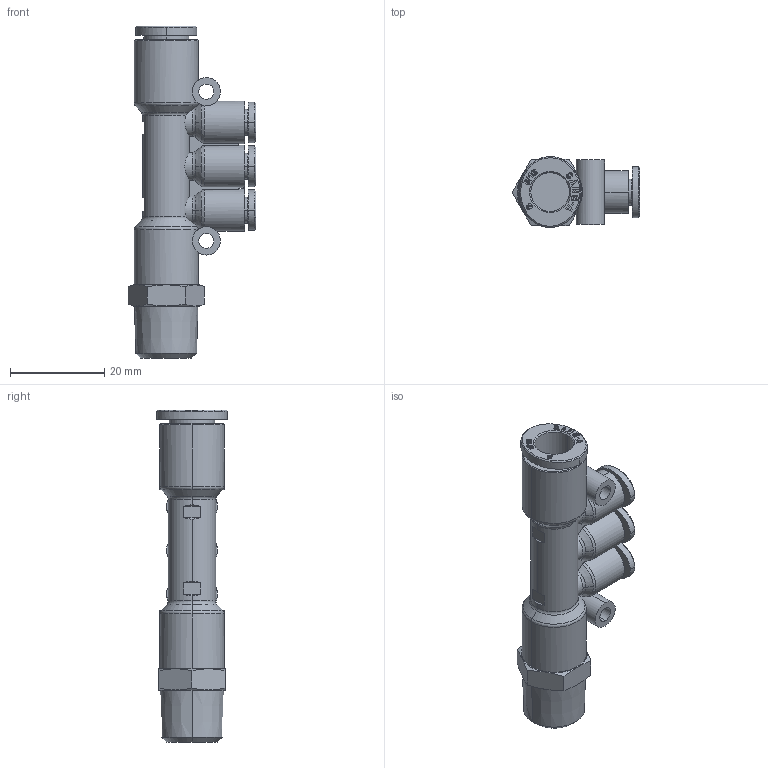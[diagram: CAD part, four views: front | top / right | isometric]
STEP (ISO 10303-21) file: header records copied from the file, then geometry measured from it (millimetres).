
FILE_DESCRIPTION (( 'STEP AP214' ), '1' );
FILE_NAME ('PKD08-04-02.stp', '2015-09-16T10:17:20', ( '' ), ( '' ), 'SwSTEP 2.0', 'SolidWorks 2015', '' );
FILE_SCHEMA (( 'AUTOMOTIVE_DESIGN' ));
Length unit declared in the file: millimetre
Products named in the file (2): PKD08-04-02; ｦ+ﾃｦ2
Assembly tree (1 placements, depth 2):
  PKD08-04-02
    ｦ+ﾃｦ2
Bounding box: 27.08 x 15 x 70.3 mm (x, y, z)
Volume: 9150.2 mm3; surface area: 6793.5 mm2
Topology: 1 solids, 1 shells, 1627 faces, 4625 edges, 3073 vertices
Faces by surface type: plane 1357, bspline 130, cylinder 75, cone 54, torus 11
Entity records: 56981 total; most frequent: CARTESIAN_POINT 14503, ORIENTED_EDGE 9250, DIRECTION 7465, EDGE_CURVE 4625, LINE 3967, VECTOR 3967, VERTEX_POINT 3073, AXIS2_PLACEMENT_3D 1749
